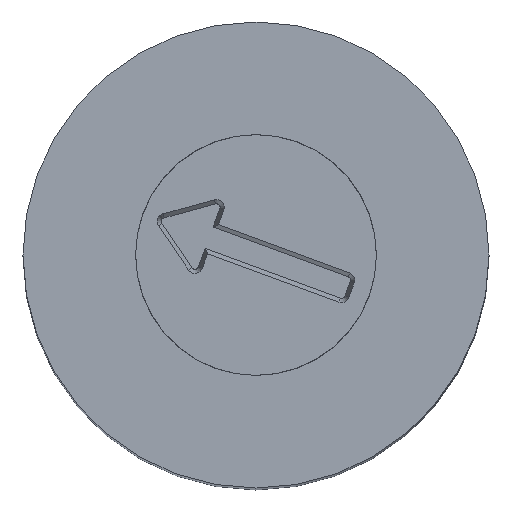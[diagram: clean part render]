
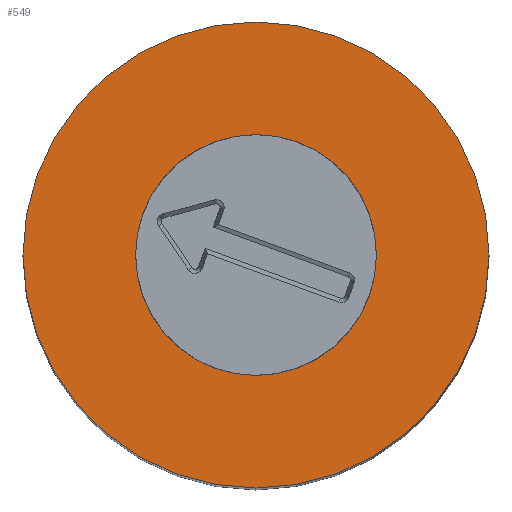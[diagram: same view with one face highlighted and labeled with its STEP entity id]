
A CAD part, top view. The second image highlights one B-rep face of the part: STEP entity #549.
In plain terms, the highlighted planar face has unit normal (0, 0, 1).
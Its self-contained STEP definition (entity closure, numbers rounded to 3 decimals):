
#30=FACE_BOUND('',#103,.T.);
#35=PLANE('',#667);
#66=FACE_OUTER_BOUND('',#102,.T.);
#102=EDGE_LOOP('',(#425));
#103=EDGE_LOOP('',(#426));
#218=CIRCLE('',#656,1.55);
#224=CIRCLE('',#666,3.);
#255=VERTEX_POINT('',#940);
#261=VERTEX_POINT('',#960);
#310=EDGE_CURVE('',#255,#255,#218,.T.);
#320=EDGE_CURVE('',#261,#261,#224,.T.);
#425=ORIENTED_EDGE('',*,*,#320,.F.);
#426=ORIENTED_EDGE('',*,*,#310,.T.);
#549=ADVANCED_FACE('',(#66,#30),#35,.F.);
#656=AXIS2_PLACEMENT_3D('',#941,#758,#759);
#666=AXIS2_PLACEMENT_3D('',#961,#782,#783);
#667=AXIS2_PLACEMENT_3D('',#963,#785,#786);
#758=DIRECTION('center_axis',(0.,0.,-1.));
#759=DIRECTION('ref_axis',(1.,0.,0.));
#782=DIRECTION('center_axis',(0.,0.,-1.));
#783=DIRECTION('ref_axis',(-1.,0.,0.));
#785=DIRECTION('center_axis',(0.,0.,-1.));
#786=DIRECTION('ref_axis',(-1.,0.,0.));
#940=CARTESIAN_POINT('',(-1.55,0.,17.));
#941=CARTESIAN_POINT('Origin',(0.,0.,17.));
#960=CARTESIAN_POINT('',(3.,0.,17.));
#961=CARTESIAN_POINT('Origin',(0.,0.,17.));
#963=CARTESIAN_POINT('Origin',(0.,0.,17.));
